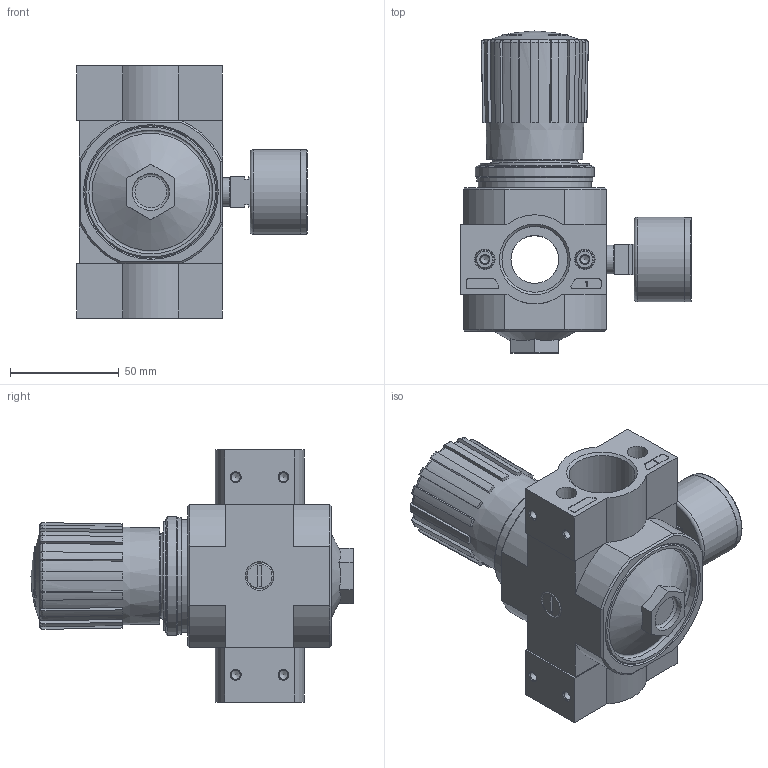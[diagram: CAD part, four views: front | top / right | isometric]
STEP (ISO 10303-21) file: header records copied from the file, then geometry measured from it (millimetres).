
FILE_DESCRIPTION(/* description */ ('STEP AP214'),/* implementation_level */ '2;1');
FILE_NAME(/* name */ '192366_LR-1-D-7-DI-MAXI',/* time_stamp */ '2024-09-04T20:50:15+02:00',/* author */ ('License CC BY-ND 4.0'),/* organization */ ('CADENAS'),/* preprocessor_version */ 'ST-DEVELOPER v19.3',/* originating_system */ 'PARTsolutions',/* authorisation */ ' ');
FILE_SCHEMA (('AUTOMOTIVE_DESIGN {1 0 10303 214 3 1 1}'));
Length unit declared in the file: millimetre
Products named in the file (8): 192366 LR-1-D-7-DI-MAXI-(0); 395842 LR-D-7-DI-MAXI--(0); 398012 LRVS-D-MINI; 380315 PBL-1-D-MAXI-R---(0) p1; DIN-912 - M5x20(F); 380313 PBL-1-D-MAXI-L---(1) p1; 8003638 PAGN-40-10-G14; 373846 LR-MIDI
Assembly tree (10 placements, depth 2):
  192366 LR-1-D-7-DI-MAXI-(0)
    395842 LR-D-7-DI-MAXI--(0)
    398012 LRVS-D-MINI
    380315 PBL-1-D-MAXI-R---(0) p1
    DIN-912 - M5x20(F)  x4
    380313 PBL-1-D-MAXI-L---(1) p1
    8003638 PAGN-40-10-G14
    373846 LR-MIDI
Bounding box: 106.1 x 148.2 x 116 mm (x, y, z)
Volume: 473605 mm3; surface area: 83078.2 mm2
Topology: 10 solids, 10 shells, 513 faces, 1213 edges, 759 vertices
Faces by surface type: plane 263, cone 114, cylinder 84, torus 47, sphere 5
Full cylindrical faces by diameter (mm): 4.134 x8, 5 x4, 6.3 x1, 8.5 x4, 8.7 x1, 9.6 x1, 11 x1, 11.2 x1, 11.445 x2, 13.157 x2, 17 x1, 22 x3, 30 x2, 30.291 x2, 38.7 x1, 39 x2, 40 x1, 50.2 x1, 50.376 x1, 52 x1, 53.5 x1, 54.8 x1, 57 x1
Entity records: 14178 total; most frequent: CARTESIAN_POINT 2617, DIRECTION 2046, ORIENTED_EDGE 1856, EDGE_CURVE 928, AXIS2_PLACEMENT_3D 836, VERTEX_POINT 663, FACE_BOUND 599, EDGE_LOOP 590
